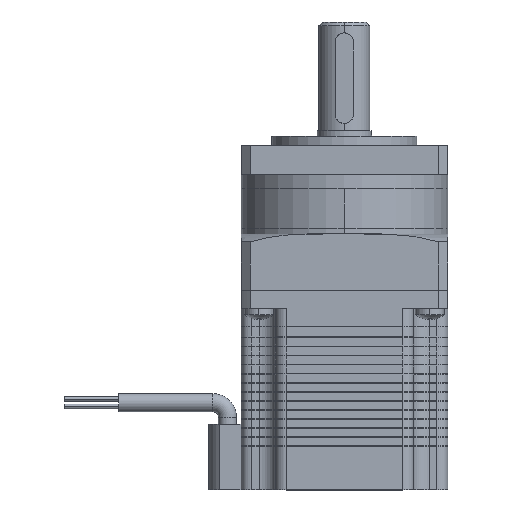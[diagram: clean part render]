
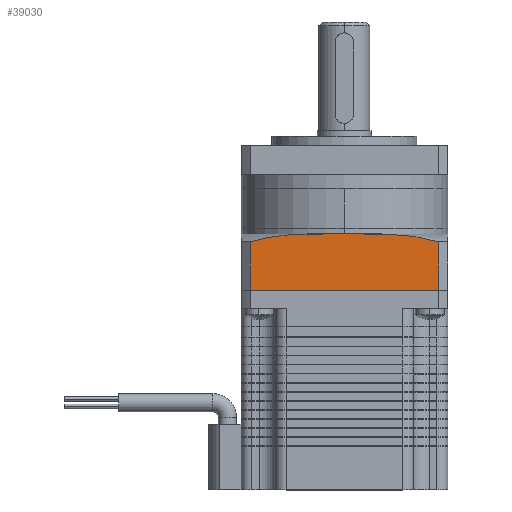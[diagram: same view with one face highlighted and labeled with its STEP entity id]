
A CAD part, top view. The second image highlights one B-rep face of the part: STEP entity #39030.
In plain terms, the highlighted face is planar.
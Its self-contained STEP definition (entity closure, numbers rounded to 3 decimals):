
#403 = DIRECTION ( 'NONE',  ( 0., 0., 1. ) ) ;
#1488 = EDGE_CURVE ( 'NONE', #23228, #5547, #29002, .T. ) ;
#1593 = CARTESIAN_POINT ( 'NONE',  ( -19.209, 0.623, -28.5 ) ) ;
#1993 = CARTESIAN_POINT ( 'NONE',  ( -24.319, 1.622, -28.5 ) ) ;
#2020 = VERTEX_POINT ( 'NONE', #29560 ) ;
#2496 = LINE ( 'NONE', #34401, #35279 ) ;
#2697 = ORIENTED_EDGE ( 'NONE', *, *, #37522, .T. ) ;
#2716 = ORIENTED_EDGE ( 'NONE', *, *, #18728, .F. ) ;
#4114 = DIRECTION ( 'NONE',  ( -1., 0., 0. ) ) ;
#4406 = CARTESIAN_POINT ( 'NONE',  ( 21.754, 1.07, -28.5 ) ) ;
#4458 = CARTESIAN_POINT ( 'NONE',  ( -8.84, 0.006, -28.5 ) ) ;
#5352 = EDGE_CURVE ( 'NONE', #8729, #5547, #5535, .T. ) ;
#5353 = CARTESIAN_POINT ( 'NONE',  ( 5.362, 0., -28.5 ) ) ;
#5535 = B_SPLINE_CURVE_WITH_KNOTS ( 'NONE', 3,
 ( #20629, #35969, #4458, #33093, #17158, #39026, #1593, #11207, #1993, #39423 ),
 .UNSPECIFIED., .F., .F.,
 ( 4, 2, 2, 2, 4 ),
 ( 0.005, 0.011, 0.016, 0.021, 0.026 ),
 .UNSPECIFIED. ) ;
#5547 = VERTEX_POINT ( 'NONE', #18363 ) ;
#6167 = DIRECTION ( 'NONE',  ( -1., 0., 0. ) ) ;
#7075 = CARTESIAN_POINT ( 'NONE',  ( 19.186, 0.62, -28.5 ) ) ;
#7093 = VECTOR ( 'NONE', #16722, 1000. ) ;
#7737 = LINE ( 'NONE', #35371, #26157 ) ;
#7989 = EDGE_CURVE ( 'NONE', #22377, #29510, #28215, .T. ) ;
#8265 = VERTEX_POINT ( 'NONE', #13567 ) ;
#8320 = EDGE_LOOP ( 'NONE', ( #28092, #2697, #26999, #38418, #2716, #37158, #18604 ) ) ;
#8453 = EDGE_CURVE ( 'NONE', #2020, #22377, #30535, .T. ) ;
#8729 = VERTEX_POINT ( 'NONE', #10398 ) ;
#10398 = CARTESIAN_POINT ( 'NONE',  ( -5.362, 0., -28.5 ) ) ;
#10754 = CARTESIAN_POINT ( 'NONE',  ( 5.362, 0., -28.5 ) ) ;
#10947 = CARTESIAN_POINT ( 'NONE',  ( 22.609, 1.245, -28.5 ) ) ;
#11207 = CARTESIAN_POINT ( 'NONE',  ( -22.623, 1.223, -28.5 ) ) ;
#12888 = DIRECTION ( 'NONE',  ( 1., 0., 0. ) ) ;
#13567 = CARTESIAN_POINT ( 'NONE',  ( 0., 0., -28.5 ) ) ;
#13627 = CARTESIAN_POINT ( 'NONE',  ( 26., 2.16, -28.5 ) ) ;
#13706 = FACE_OUTER_BOUND ( 'NONE', #8320, .T. ) ;
#13831 = CARTESIAN_POINT ( 'NONE',  ( 26., 2.16, -28.5 ) ) ;
#16293 = CARTESIAN_POINT ( 'NONE',  ( 7.095, 0., -28.5 ) ) ;
#16697 = CARTESIAN_POINT ( 'NONE',  ( 25.165, 1.893, -28.5 ) ) ;
#16722 = DIRECTION ( 'NONE',  ( 0., -1., 0. ) ) ;
#16895 = CARTESIAN_POINT ( 'NONE',  ( 12.29, 0.081, -28.5 ) ) ;
#17059 = AXIS2_PLACEMENT_3D ( 'NONE', #37855, #403, #12888 ) ;
#17158 = CARTESIAN_POINT ( 'NONE',  ( -14.042, 0.152, -28.5 ) ) ;
#17719 = EDGE_CURVE ( 'NONE', #29510, #8265, #25390, .T. ) ;
#18363 = CARTESIAN_POINT ( 'NONE',  ( -26., 2.16, -28.5 ) ) ;
#18604 = ORIENTED_EDGE ( 'NONE', *, *, #7989, .T. ) ;
#18728 = EDGE_CURVE ( 'NONE', #2020, #23228, #2496, .T. ) ;
#19570 = CARTESIAN_POINT ( 'NONE',  ( 14.018, 0.151, -28.5 ) ) ;
#20629 = CARTESIAN_POINT ( 'NONE',  ( -5.362, 0., -28.5 ) ) ;
#22377 = VERTEX_POINT ( 'NONE', #13627 ) ;
#23228 = VERTEX_POINT ( 'NONE', #30688 ) ;
#23396 = CARTESIAN_POINT ( 'NONE',  ( 26., 15.5, -28.5 ) ) ;
#25390 = LINE ( 'NONE', #34393, #33030 ) ;
#26157 = VECTOR ( 'NONE', #26356, 1000. ) ;
#26356 = DIRECTION ( 'NONE',  ( -1., 0., 0. ) ) ;
#26507 = CARTESIAN_POINT ( 'NONE',  ( 24.313, 1.656, -28.5 ) ) ;
#26876 = VECTOR ( 'NONE', #32814, 1000. ) ;
#26999 = ORIENTED_EDGE ( 'NONE', *, *, #5352, .T. ) ;
#28092 = ORIENTED_EDGE ( 'NONE', *, *, #17719, .T. ) ;
#28215 = B_SPLINE_CURVE_WITH_KNOTS ( 'NONE', 3,
 ( #13831, #16697, #26507, #10947, #4406, #7075, #31846, #19570, #16895, #29167, #16293, #10754 ),
 .UNSPECIFIED., .F., .F.,
 ( 4, 2, 2, 2, 2, 4 ),
 ( 0.185, 0.188, 0.19, 0.195, 0.2, 0.205 ),
 .UNSPECIFIED. ) ;
#29002 = LINE ( 'NONE', #38400, #7093 ) ;
#29167 = CARTESIAN_POINT ( 'NONE',  ( 8.828, 0.006, -28.5 ) ) ;
#29510 = VERTEX_POINT ( 'NONE', #5353 ) ;
#29560 = CARTESIAN_POINT ( 'NONE',  ( 26., 15.5, -28.5 ) ) ;
#30535 = LINE ( 'NONE', #23396, #26876 ) ;
#30688 = CARTESIAN_POINT ( 'NONE',  ( -26., 15.5, -28.5 ) ) ;
#31846 = CARTESIAN_POINT ( 'NONE',  ( 17.466, 0.42, -28.5 ) ) ;
#32814 = DIRECTION ( 'NONE',  ( 0., -1., 0. ) ) ;
#33030 = VECTOR ( 'NONE', #4114, 1000. ) ;
#33093 = CARTESIAN_POINT ( 'NONE',  ( -12.31, 0.082, -28.5 ) ) ;
#34393 = CARTESIAN_POINT ( 'NONE',  ( -26., 0., -28.5 ) ) ;
#34401 = CARTESIAN_POINT ( 'NONE',  ( -26., 15.5, -28.5 ) ) ;
#35279 = VECTOR ( 'NONE', #6167, 1000. ) ;
#35371 = CARTESIAN_POINT ( 'NONE',  ( -26., 0., -28.5 ) ) ;
#35969 = CARTESIAN_POINT ( 'NONE',  ( -7.101, 0., -28.5 ) ) ;
#37158 = ORIENTED_EDGE ( 'NONE', *, *, #8453, .T. ) ;
#37522 = EDGE_CURVE ( 'NONE', #8265, #8729, #7737, .T. ) ;
#37855 = CARTESIAN_POINT ( 'NONE',  ( -26., 15.5, -28.5 ) ) ;
#38068 = PLANE ( 'NONE',  #17059 ) ;
#38400 = CARTESIAN_POINT ( 'NONE',  ( -26., 15.5, -28.5 ) ) ;
#38418 = ORIENTED_EDGE ( 'NONE', *, *, #1488, .F. ) ;
#39026 = CARTESIAN_POINT ( 'NONE',  ( -17.491, 0.423, -28.5 ) ) ;
#39030 = ADVANCED_FACE ( 'NONE', ( #13706 ), #38068, .F. ) ;
#39423 = CARTESIAN_POINT ( 'NONE',  ( -26., 2.16, -28.5 ) ) ;
